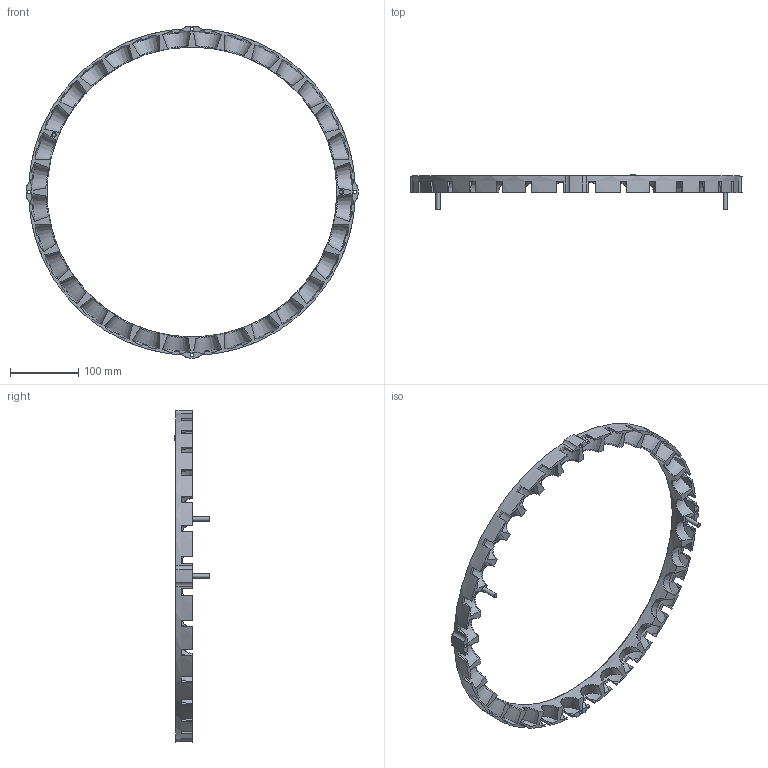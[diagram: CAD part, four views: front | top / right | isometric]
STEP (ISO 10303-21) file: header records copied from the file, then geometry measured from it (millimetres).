
FILE_DESCRIPTION(/* description */ ('PARTNUM=0042-25232_03 | TR= | DESC=COVER SHIELD LAMP BASE UPPER 32 LAMPE'),/* implementation_level */ '2;1');
FILE_NAME(/* name */ '0042-25232_03.stp',/* time_stamp */ '2020-05-11T01:41:40-07:00',/* author */ (''),/* organization */ ('APPLIED MATERIALS'),/* preprocessor_version */ 'ST-DEVELOPER v16.7',/* originating_system */ 'SIEMENS PLM Software NX 1863',/* authorisation */ 'APPLIED MATERIALS CONFIDENTIAL: THIS DOCUMENT AND THE INFORMATION CONTAINED IN IT ARE CONFIDENTIAL, AND CANNOT BE COPIED OR DISCLOSED IN WHOLE OR IN PART WITHOUT THE EXPRESS WRITTEN CONSENT OF APPLIED MATERIALS INC.');
FILE_SCHEMA (('AUTOMOTIVE_DESIGN { 1 0 10303 214 3 1 1 1 }'));
Length unit declared in the file: inch
Products named in the file (6): TC2-0551571_04-0250-17029 GOLD COATING SPECIFI; TC1-0048980_05-3410-00047; TC3-0181100_01; TC3-0181099_01-3550-00366 PIN DOWEL 1_4DIA X 1; TC3-0157582_001; TC3-2034464_03-0042-25232
Assembly tree (13 placements, depth 2):
  TC3-2034464_03-0042-25232
    TC3-0157582_001
    TC3-0181099_01-3550-00366 PIN DOWEL 1_4DIA X 1  x2
    TC3-0181100_01
    TC1-0048980_05-3410-00047  x8
    TC2-0551571_04-0250-17029 GOLD COATING SPECIFI
Bounding box: 485.61 x 52.2 x 485.61 mm (x, y, z)
Volume: 532672.9 mm3; surface area: 167188.3 mm2
Topology: 12 solids, 12 shells, 380 faces, 1070 edges, 713 vertices
Faces by surface type: plane 215, cylinder 83, cone 82
Full cylindrical faces by diameter (mm): 3.454 x8, 5.563 x4, 5.588 x16, 6.35 x3, 6.355 x3, 424.18 x1
Entity records: 11912 total; most frequent: CARTESIAN_POINT 2556, ORIENTED_EDGE 1912, DIRECTION 1850, EDGE_CURVE 956, VERTEX_POINT 663, AXIS2_PLACEMENT_3D 661, LINE 528, VECTOR 528
